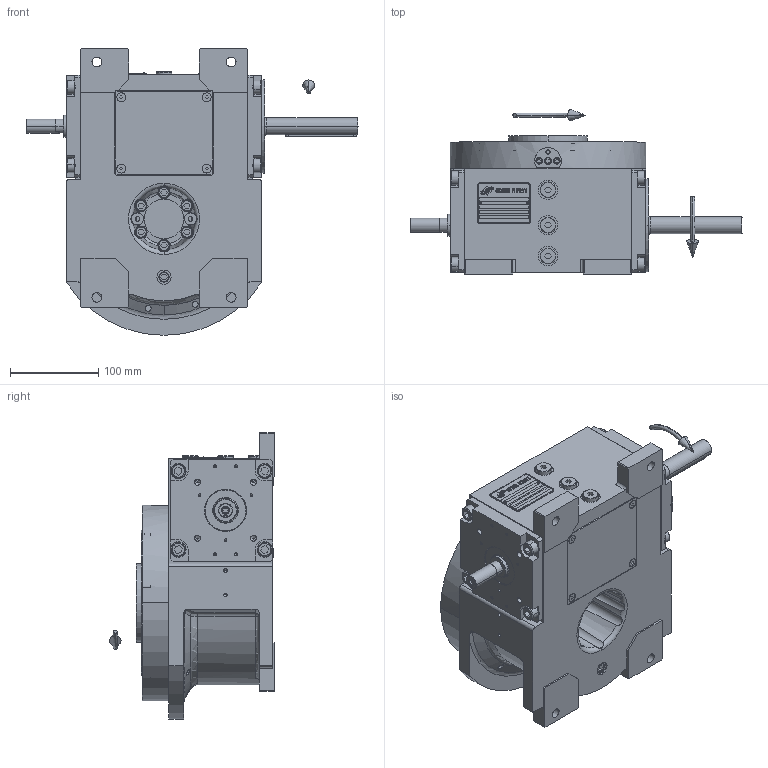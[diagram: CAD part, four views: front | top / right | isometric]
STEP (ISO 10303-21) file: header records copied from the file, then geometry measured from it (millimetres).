
FILE_DESCRIPTION (( 'STEP AP214' ), '1' );
FILE_NAME ('PC5003513.step', '2024-06-17T11:33:19', ( '' ), ( '' ), 'SwSTEP 2.0', 'SolidWorks 2020', '' );
FILE_SCHEMA (( 'AUTOMOTIVE_DESIGN' ));
Length unit declared in the file: millimetre
Products named in the file (79): rig06_003_8; cfn2128_04_004; cfn2205_01_013; CFN2000_01_185.stp; 9004_2512; cfn2077_01_018; cfn2000_01_126; cfn2003_01_054; AS_rig06_004; rig06_002_bl_022; rig06_004; 900_38_30_003; CFN2223_01-570X6-B.stp; cfn2000_01_124; CFN2010_01_012.stp; AS_rig06_016; freccia_angolare; cfn2104_01_016; AS_900_38_30_003; cfn2000_01_103; RIG06_005_ASM.stp; freccia_angolare_albero; cfn2276_01_074; AS_rig06_071_8_m; cfn2107_01_001; cfn2115_02_178; cfn2151_01_290; rig06_007_master; cfn2073_01_012; cfn2155_01_056; rig06_005_n_01; cfn2151_01_090; cfn2000_01_161; rig06_001_a; CFN2203_02_001.stp; rig06_016; PC5003513; cfn2128_19_002; cfn2115_02_165; AS_cfn2476_01_002_60x46 ...
Assembly tree (72 placements, depth 5):
  cfn2205_01_013
  cfn2077_01_018
  CFN2223_01-570X6-B.stp
  CFN2010_01_012.stp
  cfn2276_01_074
Bounding box: 376.5 x 187 x 325 mm (x, y, z)
Volume: 2349546.7 mm3; surface area: 766324.4 mm2
Topology: 63 solids, 63 shells, 1994 faces, 4950 edges, 3178 vertices
Faces by surface type: plane 1021, cylinder 641, cone 300, torus 20, bspline 6, sphere 6
Entity records: 66064 total; most frequent: CARTESIAN_POINT 14853, DIRECTION 9545, ORIENTED_EDGE 9180, EDGE_CURVE 4590, AXIS2_PLACEMENT_3D 3291, VERTEX_POINT 2997, VECTOR 2963, LINE 2963
